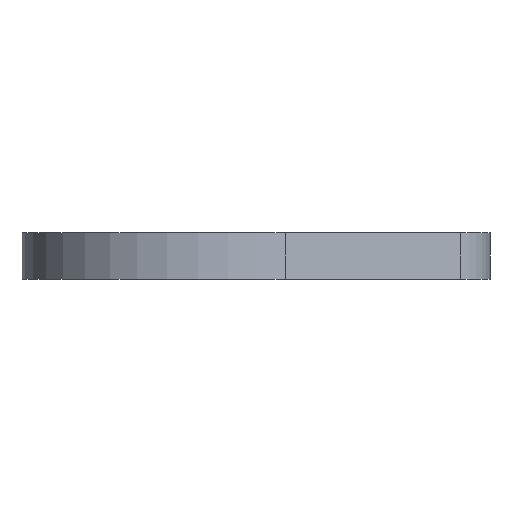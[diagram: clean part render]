
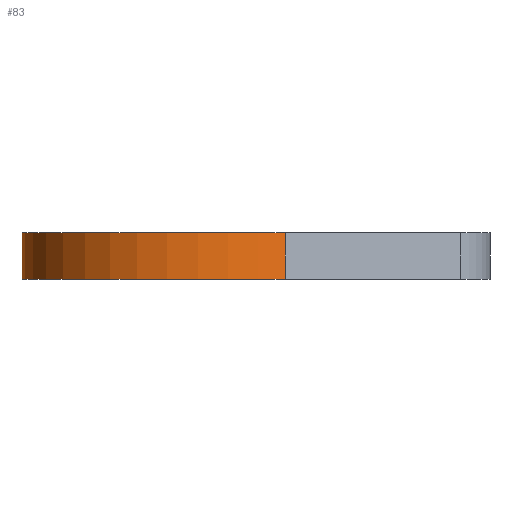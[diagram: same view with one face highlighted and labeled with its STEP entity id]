
A CAD part, front view. The second image highlights one B-rep face of the part: STEP entity #83.
In plain terms, the highlighted cylindrical face has radius 19.05 mm (diameter 38.1 mm), a partial arc.
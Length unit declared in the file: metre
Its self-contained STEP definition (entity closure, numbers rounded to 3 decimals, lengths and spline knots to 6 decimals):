
#83 = ADVANCED_FACE( '', ( #143 ), #144, .T. );
#143 = FACE_OUTER_BOUND( '', #233, .T. );
#144 = CYLINDRICAL_SURFACE( '', #234, 0.01905 );
#233 = EDGE_LOOP( '', ( #373, #374, #375, #376 ) );
#234 = AXIS2_PLACEMENT_3D( '', #377, #378, #379 );
#373 = ORIENTED_EDGE( '', *, *, #540, .F. );
#374 = ORIENTED_EDGE( '', *, *, #547, .F. );
#375 = ORIENTED_EDGE( '', *, *, #515, .T. );
#376 = ORIENTED_EDGE( '', *, *, #507, .T. );
#377 = CARTESIAN_POINT( '', ( -0.0254, 0., 0.00508 ) );
#378 = DIRECTION( '', ( 0., 0., 1. ) );
#379 = DIRECTION( '', ( -1., 0., 0. ) );
#507 = EDGE_CURVE( '', #582, #580, #583, .T. );
#515 = EDGE_CURVE( '', #596, #582, #597, .T. );
#540 = EDGE_CURVE( '', #641, #580, #643, .T. );
#547 = EDGE_CURVE( '', #596, #641, #655, .T. );
#580 = VERTEX_POINT( '', #698 );
#582 = VERTEX_POINT( '', #701 );
#583 = LINE( '', #702, #703 );
#596 = VERTEX_POINT( '', #718 );
#597 = CIRCLE( '', #719, 0.01905 );
#641 = VERTEX_POINT( '', #774 );
#643 = CIRCLE( '', #777, 0.01905 );
#655 = LINE( '', #790, #791 );
#698 = CARTESIAN_POINT( '', ( -0.04445, 0., 0. ) );
#701 = CARTESIAN_POINT( '', ( -0.04445, 0., 0.00508 ) );
#702 = CARTESIAN_POINT( '', ( -0.04445, 0., 0.00508 ) );
#703 = VECTOR( '', #845, 1. );
#718 = CARTESIAN_POINT( '', ( -0.015875, -0.016498, 0.00508 ) );
#719 = AXIS2_PLACEMENT_3D( '', #863, #864, #865 );
#774 = CARTESIAN_POINT( '', ( -0.015875, -0.016498, 0. ) );
#777 = AXIS2_PLACEMENT_3D( '', #914, #915, #916 );
#790 = CARTESIAN_POINT( '', ( -0.015875, -0.016498, 0.00508 ) );
#791 = VECTOR( '', #933, 1. );
#845 = DIRECTION( '', ( 0., 0., -1. ) );
#863 = CARTESIAN_POINT( '', ( -0.0254, 0., 0.00508 ) );
#864 = DIRECTION( '', ( 0., 0., -1. ) );
#865 = DIRECTION( '', ( 1., 0., 0. ) );
#914 = CARTESIAN_POINT( '', ( -0.0254, 0., 0. ) );
#915 = DIRECTION( '', ( 0., 0., -1. ) );
#916 = DIRECTION( '', ( 1., 0., 0. ) );
#933 = DIRECTION( '', ( 0., 0., -1. ) );
